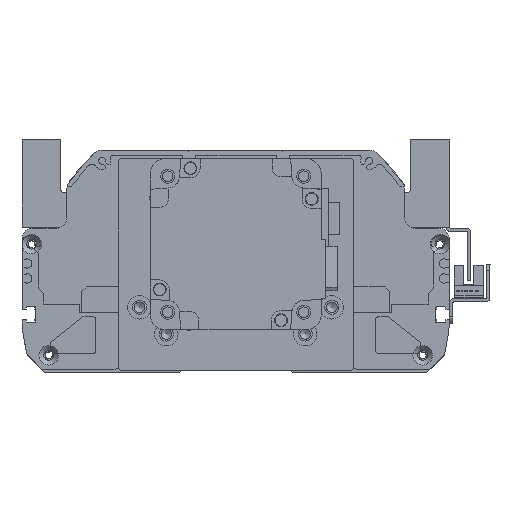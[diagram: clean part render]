
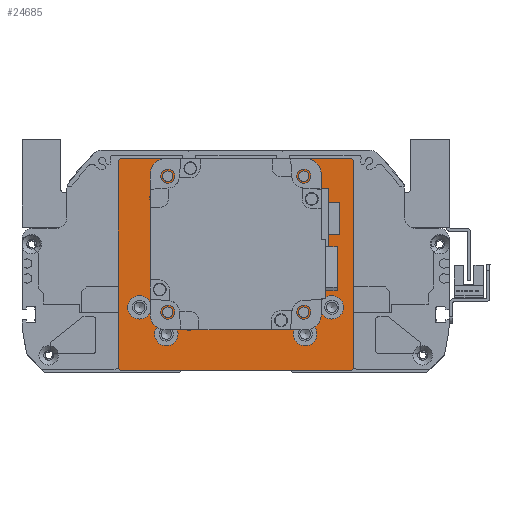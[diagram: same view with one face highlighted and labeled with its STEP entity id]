
A CAD part, front view. The second image highlights one B-rep face of the part: STEP entity #24685.
In plain terms, the highlighted face is planar.
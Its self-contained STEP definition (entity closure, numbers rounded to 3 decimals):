
#1908=FACE_BOUND('',#5819,.T.);
#1909=FACE_BOUND('',#5820,.T.);
#1910=FACE_BOUND('',#5821,.T.);
#1911=FACE_BOUND('',#5822,.T.);
#1912=FACE_BOUND('',#5823,.T.);
#1913=FACE_BOUND('',#5824,.T.);
#1914=FACE_BOUND('',#5825,.T.);
#1915=FACE_BOUND('',#5826,.T.);
#1916=FACE_BOUND('',#5827,.T.);
#3034=CIRCLE('',#27405,2.459);
#3035=CIRCLE('',#27408,2.459);
#3036=CIRCLE('',#27416,2.459);
#3037=CIRCLE('',#27418,2.459);
#3040=CIRCLE('',#27423,5.5);
#3043=CIRCLE('',#27429,5.5);
#3046=CIRCLE('',#27435,5.5);
#3049=CIRCLE('',#27441,5.5);
#3051=CIRCLE('',#27446,35.);
#4282=FACE_OUTER_BOUND('',#5818,.T.);
#5818=EDGE_LOOP('',(#22309,#22310,#22311,#22312,#22313,#22314,#22315,#22316));
#5819=EDGE_LOOP('',(#22317));
#5820=EDGE_LOOP('',(#22318));
#5821=EDGE_LOOP('',(#22319));
#5822=EDGE_LOOP('',(#22320));
#5823=EDGE_LOOP('',(#22321));
#5824=EDGE_LOOP('',(#22322));
#5825=EDGE_LOOP('',(#22323));
#5826=EDGE_LOOP('',(#22324));
#5827=EDGE_LOOP('',(#22325));
#7870=LINE('',#42872,#9973);
#7873=LINE('',#42881,#9976);
#7876=LINE('',#42886,#9979);
#7878=LINE('',#42889,#9981);
#7879=LINE('',#42892,#9982);
#7881=LINE('',#42896,#9984);
#7883=LINE('',#42900,#9986);
#7896=LINE('',#42962,#9999);
#9973=VECTOR('',#34005,10.);
#9976=VECTOR('',#34014,10.);
#9979=VECTOR('',#34019,10.);
#9981=VECTOR('',#34023,10.);
#9982=VECTOR('',#34026,10.);
#9984=VECTOR('',#34030,10.);
#9986=VECTOR('',#34034,10.);
#9999=VECTOR('',#34113,10.);
#12313=VERTEX_POINT('',#42865);
#12314=VERTEX_POINT('',#42869);
#12315=VERTEX_POINT('',#42871);
#12316=VERTEX_POINT('',#42875);
#12317=VERTEX_POINT('',#42879);
#12318=VERTEX_POINT('',#42880);
#12319=VERTEX_POINT('',#42885);
#12320=VERTEX_POINT('',#42891);
#12321=VERTEX_POINT('',#42895);
#12322=VERTEX_POINT('',#42899);
#12323=VERTEX_POINT('',#42903);
#12324=VERTEX_POINT('',#42907);
#12327=VERTEX_POINT('',#42916);
#12330=VERTEX_POINT('',#42927);
#12333=VERTEX_POINT('',#42938);
#12336=VERTEX_POINT('',#42949);
#12338=VERTEX_POINT('',#42958);
#15659=EDGE_CURVE('',#12313,#12313,#3034,.T.);
#15662=EDGE_CURVE('',#12315,#12314,#7870,.T.);
#15664=EDGE_CURVE('',#12316,#12316,#3035,.T.);
#15666=EDGE_CURVE('',#12317,#12318,#7873,.T.);
#15669=EDGE_CURVE('',#12319,#12318,#7876,.T.);
#15671=EDGE_CURVE('',#12319,#12314,#7878,.T.);
#15672=EDGE_CURVE('',#12315,#12320,#7879,.T.);
#15674=EDGE_CURVE('',#12321,#12320,#7881,.T.);
#15676=EDGE_CURVE('',#12321,#12322,#7883,.T.);
#15678=EDGE_CURVE('',#12323,#12323,#3036,.T.);
#15680=EDGE_CURVE('',#12324,#12324,#3037,.T.);
#15684=EDGE_CURVE('',#12327,#12327,#3040,.T.);
#15689=EDGE_CURVE('',#12330,#12330,#3043,.T.);
#15694=EDGE_CURVE('',#12333,#12333,#3046,.T.);
#15699=EDGE_CURVE('',#12336,#12336,#3049,.T.);
#15703=EDGE_CURVE('',#12338,#12338,#3051,.T.);
#15705=EDGE_CURVE('',#12317,#12322,#7896,.T.);
#22309=ORIENTED_EDGE('',*,*,#15666,.F.);
#22310=ORIENTED_EDGE('',*,*,#15705,.T.);
#22311=ORIENTED_EDGE('',*,*,#15676,.F.);
#22312=ORIENTED_EDGE('',*,*,#15674,.T.);
#22313=ORIENTED_EDGE('',*,*,#15672,.F.);
#22314=ORIENTED_EDGE('',*,*,#15662,.T.);
#22315=ORIENTED_EDGE('',*,*,#15671,.F.);
#22316=ORIENTED_EDGE('',*,*,#15669,.T.);
#22317=ORIENTED_EDGE('',*,*,#15678,.T.);
#22318=ORIENTED_EDGE('',*,*,#15664,.T.);
#22319=ORIENTED_EDGE('',*,*,#15680,.T.);
#22320=ORIENTED_EDGE('',*,*,#15659,.T.);
#22321=ORIENTED_EDGE('',*,*,#15684,.T.);
#22322=ORIENTED_EDGE('',*,*,#15689,.T.);
#22323=ORIENTED_EDGE('',*,*,#15694,.T.);
#22324=ORIENTED_EDGE('',*,*,#15699,.T.);
#22325=ORIENTED_EDGE('',*,*,#15703,.T.);
#23470=PLANE('',#27448);
#24685=ADVANCED_FACE('',(#4282,#1908,#1909,#1910,#1911,#1912,#1913,#1914,
#1915,#1916),#23470,.T.);
#27405=AXIS2_PLACEMENT_3D('',#42866,#33999,#34000);
#27408=AXIS2_PLACEMENT_3D('',#42876,#34009,#34010);
#27416=AXIS2_PLACEMENT_3D('',#42904,#34038,#34039);
#27418=AXIS2_PLACEMENT_3D('',#42908,#34043,#34044);
#27423=AXIS2_PLACEMENT_3D('',#42917,#34054,#34055);
#27429=AXIS2_PLACEMENT_3D('',#42928,#34068,#34069);
#27435=AXIS2_PLACEMENT_3D('',#42939,#34082,#34083);
#27441=AXIS2_PLACEMENT_3D('',#42950,#34096,#34097);
#27446=AXIS2_PLACEMENT_3D('',#42959,#34108,#34109);
#27448=AXIS2_PLACEMENT_3D('',#42963,#34114,#34115);
#33999=DIRECTION('center_axis',(0.,0.,-1.));
#34000=DIRECTION('ref_axis',(1.,0.,0.));
#34005=DIRECTION('',(-1.,0.,0.));
#34009=DIRECTION('center_axis',(0.,0.,-1.));
#34010=DIRECTION('ref_axis',(1.,0.,0.));
#34014=DIRECTION('',(-0.707,0.707,0.));
#34019=DIRECTION('',(0.,-1.,0.));
#34023=DIRECTION('',(0.707,0.707,0.));
#34026=DIRECTION('',(0.707,-0.707,0.));
#34030=DIRECTION('',(0.,1.,0.));
#34034=DIRECTION('',(-0.707,-0.707,0.));
#34038=DIRECTION('center_axis',(0.,0.,-1.));
#34039=DIRECTION('ref_axis',(1.,0.,0.));
#34043=DIRECTION('center_axis',(0.,0.,-1.));
#34044=DIRECTION('ref_axis',(1.,0.,0.));
#34054=DIRECTION('center_axis',(0.,0.,-1.));
#34055=DIRECTION('ref_axis',(1.,0.,0.));
#34068=DIRECTION('center_axis',(0.,0.,-1.));
#34069=DIRECTION('ref_axis',(1.,0.,0.));
#34082=DIRECTION('center_axis',(0.,0.,-1.));
#34083=DIRECTION('ref_axis',(1.,0.,0.));
#34096=DIRECTION('center_axis',(0.,0.,-1.));
#34097=DIRECTION('ref_axis',(1.,0.,0.));
#34108=DIRECTION('center_axis',(0.,0.,-1.));
#34109=DIRECTION('ref_axis',(1.,0.,0.));
#34113=DIRECTION('',(1.,0.,0.));
#34114=DIRECTION('center_axis',(0.,0.,1.));
#34115=DIRECTION('ref_axis',(1.,0.,0.));
#42865=CARTESIAN_POINT('',(29.361,41.32,89.));
#42866=CARTESIAN_POINT('Origin',(31.82,41.32,89.));
#42869=CARTESIAN_POINT('',(-54.,49.5,89.));
#42871=CARTESIAN_POINT('',(54.,49.5,89.));
#42872=CARTESIAN_POINT('',(55.,49.5,89.));
#42875=CARTESIAN_POINT('',(-34.278,41.32,89.));
#42876=CARTESIAN_POINT('Origin',(-31.82,41.32,89.));
#42879=CARTESIAN_POINT('',(-54.,-49.5,89.));
#42880=CARTESIAN_POINT('',(-55.,-48.5,89.));
#42881=CARTESIAN_POINT('',(-53.125,-50.375,89.));
#42885=CARTESIAN_POINT('',(-55.,48.5,89.));
#42886=CARTESIAN_POINT('',(-55.,49.5,89.));
#42889=CARTESIAN_POINT('',(-53.125,50.375,89.));
#42891=CARTESIAN_POINT('',(55.,48.5,89.));
#42892=CARTESIAN_POINT('',(53.125,50.375,89.));
#42895=CARTESIAN_POINT('',(55.,-48.5,89.));
#42896=CARTESIAN_POINT('',(55.,-49.5,89.));
#42899=CARTESIAN_POINT('',(54.,-49.5,89.));
#42900=CARTESIAN_POINT('',(53.125,-50.375,89.));
#42903=CARTESIAN_POINT('',(29.361,-22.32,89.));
#42904=CARTESIAN_POINT('Origin',(31.82,-22.32,89.));
#42907=CARTESIAN_POINT('',(-34.278,-22.32,89.));
#42908=CARTESIAN_POINT('Origin',(-31.82,-22.32,89.));
#42916=CARTESIAN_POINT('',(27.,-32.5,89.));
#42917=CARTESIAN_POINT('Origin',(32.5,-32.5,89.));
#42927=CARTESIAN_POINT('',(-50.5,-20.,89.));
#42928=CARTESIAN_POINT('Origin',(-45.,-20.,89.));
#42938=CARTESIAN_POINT('',(-38.,-32.5,89.));
#42939=CARTESIAN_POINT('Origin',(-32.5,-32.5,89.));
#42949=CARTESIAN_POINT('',(39.5,-20.,89.));
#42950=CARTESIAN_POINT('Origin',(45.,-20.,89.));
#42958=CARTESIAN_POINT('',(-35.,9.5,89.));
#42959=CARTESIAN_POINT('Origin',(0.,9.5,89.));
#42962=CARTESIAN_POINT('',(-55.,-49.5,89.));
#42963=CARTESIAN_POINT('Origin',(0.,0.,
89.));
